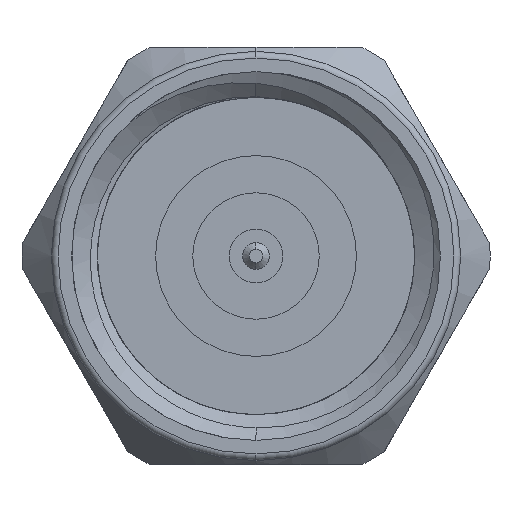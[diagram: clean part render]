
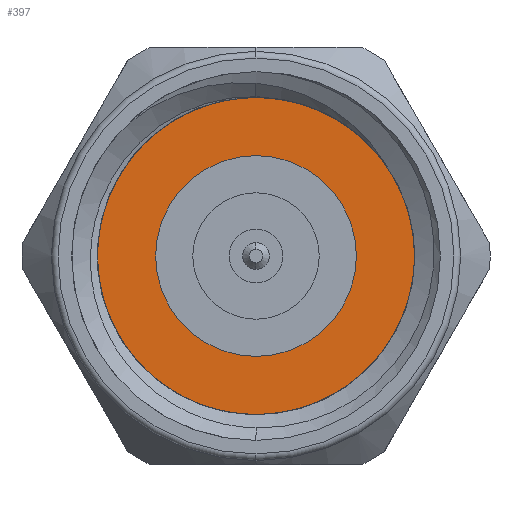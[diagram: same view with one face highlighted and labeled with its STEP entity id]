
A CAD part, left-side view. The second image highlights one B-rep face of the part: STEP entity #397.
In plain terms, the highlighted planar face has unit normal (-1, 0, 0).
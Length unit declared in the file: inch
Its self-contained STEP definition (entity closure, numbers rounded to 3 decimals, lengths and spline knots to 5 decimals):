
#23 = DIRECTION ( 'NONE',  ( -1., 0., 0. ) ) ;
#81 = AXIS2_PLACEMENT_3D ( 'NONE', #523, #4449, #3048 ) ;
#394 = CIRCLE ( 'NONE', #4475, 0.1378 ) ;
#397 = ADVANCED_FACE ( 'NONE', ( #4513 ), #1994, .T. ) ;
#523 = CARTESIAN_POINT ( 'NONE',  ( 0.3, 0., 0. ) ) ;
#746 = CARTESIAN_POINT ( 'NONE',  ( 0.3, 0., 0. ) ) ;
#919 = CARTESIAN_POINT ( 'NONE',  ( 0.3, 0., 0.1378 ) ) ;
#1374 = DIRECTION ( 'NONE',  ( 0., 0., 1. ) ) ;
#1615 = CARTESIAN_POINT ( 'NONE',  ( 0.3, 0., -0.1378 ) ) ;
#1764 = CARTESIAN_POINT ( 'NONE',  ( 0.3, 0., 0. ) ) ;
#1994 = PLANE ( 'NONE',  #81 ) ;
#2079 = VERTEX_POINT ( 'NONE', #1615 ) ;
#2141 = ORIENTED_EDGE ( 'NONE', *, *, #4448, .T. ) ;
#2179 = DIRECTION ( 'NONE',  ( -1., 0., 0. ) ) ;
#2245 = EDGE_LOOP ( 'NONE', ( #2141, #2875 ) ) ;
#2812 = CIRCLE ( 'NONE', #4368, 0.1378 ) ;
#2837 = EDGE_CURVE ( 'NONE', #2079, #3027, #2812, .T. ) ;
#2875 = ORIENTED_EDGE ( 'NONE', *, *, #2837, .T. ) ;
#3027 = VERTEX_POINT ( 'NONE', #919 ) ;
#3048 = DIRECTION ( 'NONE',  ( 0., 0., 1. ) ) ;
#3620 = DIRECTION ( 'NONE',  ( 0., 0., 1. ) ) ;
#4368 = AXIS2_PLACEMENT_3D ( 'NONE', #1764, #23, #1374 ) ;
#4448 = EDGE_CURVE ( 'NONE', #3027, #2079, #394, .T. ) ;
#4449 = DIRECTION ( 'NONE',  ( -1., 0., 0. ) ) ;
#4475 = AXIS2_PLACEMENT_3D ( 'NONE', #746, #2179, #3620 ) ;
#4513 = FACE_OUTER_BOUND ( 'NONE', #2245, .T. ) ;
